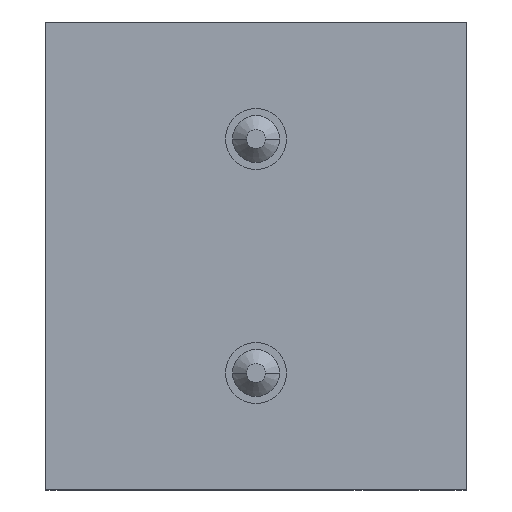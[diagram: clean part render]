
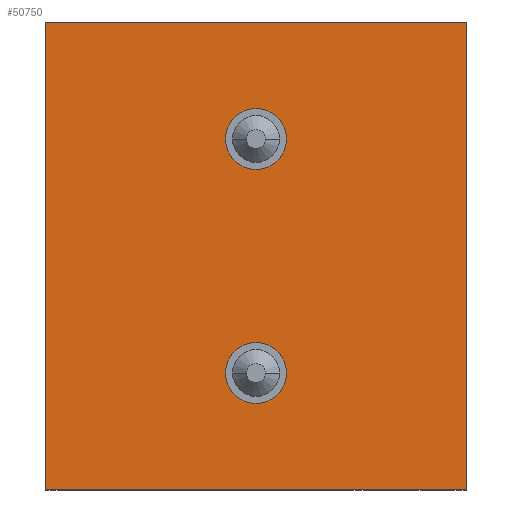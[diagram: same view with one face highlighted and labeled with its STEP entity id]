
A CAD part, front view. The second image highlights one B-rep face of the part: STEP entity #50750.
In plain terms, the highlighted face is planar.
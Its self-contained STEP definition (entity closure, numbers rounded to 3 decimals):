
#2040=CARTESIAN_POINT('',(55.199,29.053,
5.448));
#2050=VERTEX_POINT('',#2040);
#2080=CARTESIAN_POINT('',(49.463,29.053,
5.448));
#2090=DIRECTION('',(-1.,0.,0.));
#2100=VECTOR('',#2090,1.);
#2110=LINE('',#2080,#2100);
#2120=CARTESIAN_POINT('',(46.199,29.053,
5.448));
#2130=VERTEX_POINT('',#2120);
#2140=EDGE_CURVE('',#2050,#2130,#2110,.T.);
#5440=CARTESIAN_POINT('',(46.199,39.053,
5.448));
#5450=VERTEX_POINT('',#5440);
#5480=CARTESIAN_POINT('',(49.463,39.053,
5.448));
#5490=DIRECTION('',(-1.,0.,0.));
#5500=VECTOR('',#5490,1.);
#5510=LINE('',#5480,#5500);
#5520=CARTESIAN_POINT('',(55.199,39.053,
5.448));
#5530=VERTEX_POINT('',#5520);
#5540=EDGE_CURVE('',#5530,#5450,#5510,.T.);
#8600=CARTESIAN_POINT('',(50.049,36.553,
5.448));
#8610=VERTEX_POINT('',#8600);
#8660=CARTESIAN_POINT('',(50.699,36.553,
5.448));
#8670=DIRECTION('',(0.,0.,-1.));
#8680=DIRECTION('',(-1.,0.,0.));
#8690=AXIS2_PLACEMENT_3D('',#8660,#8670,#8680);
#8700=CIRCLE('',#8690,0.65);
#8710=CARTESIAN_POINT('',(51.349,36.553,
5.448));
#8720=VERTEX_POINT('',#8710);
#8730=EDGE_CURVE('',#8720,#8610,#8700,.T.);
#18010=CARTESIAN_POINT('',(55.199,38.403,
5.448));
#18020=DIRECTION('',(0.,1.,0.));
#18030=VECTOR('',#18020,1.);
#18040=LINE('',#18010,#18030);
#18050=EDGE_CURVE('',#2050,#5530,#18040,.T.);
#45430=CARTESIAN_POINT('',(46.199,38.403,
5.448));
#45440=DIRECTION('',(0.,1.,0.));
#45450=VECTOR('',#45440,1.);
#45460=LINE('',#45430,#45450);
#45470=EDGE_CURVE('',#2130,#5450,#45460,.T.);
#47580=CARTESIAN_POINT('',(51.349,31.553,
5.448));
#47590=VERTEX_POINT('',#47580);
#47670=CARTESIAN_POINT('',(50.049,31.553,
5.448));
#47680=VERTEX_POINT('',#47670);
#47710=CARTESIAN_POINT('',(50.699,31.553,
5.448));
#47720=DIRECTION('',(0.,0.,-1.));
#47730=DIRECTION('',(-1.,0.,0.));
#47740=AXIS2_PLACEMENT_3D('',#47710,#47720,#47730);
#47750=CIRCLE('',#47740,0.65);
#47760=EDGE_CURVE('',#47590,#47680,#47750,.T.);
#50540=CARTESIAN_POINT('',(50.493,29.678,
5.448));
#50550=DIRECTION('',(0.,0.,1.));
#50560=DIRECTION('',(-1.,0.,0.));
#50570=AXIS2_PLACEMENT_3D('',#50540,#50550,#50560);
#50580=PLANE('',#50570);
#50590=EDGE_CURVE('',#8610,#8720,#8700,.T.);
#50600=ORIENTED_EDGE('',*,*,#50590,.F.);
#50610=ORIENTED_EDGE('',*,*,#8730,.F.);
#50620=EDGE_LOOP('',(#50610,#50600));
#50630=FACE_BOUND('',#50620,.T.);
#50640=ORIENTED_EDGE('',*,*,#2140,.T.);
#50650=ORIENTED_EDGE('',*,*,#18050,.F.);
#50660=ORIENTED_EDGE('',*,*,#5540,.F.);
#50670=ORIENTED_EDGE('',*,*,#45470,.T.);
#50680=EDGE_LOOP('',(#50670,#50660,#50650,#50640));
#50690=FACE_OUTER_BOUND('',#50680,.T.);
#50700=EDGE_CURVE('',#47680,#47590,#47750,.T.);
#50710=ORIENTED_EDGE('',*,*,#50700,.F.);
#50720=ORIENTED_EDGE('',*,*,#47760,.F.);
#50730=EDGE_LOOP('',(#50720,#50710));
#50740=FACE_BOUND('',#50730,.T.);
#50750=ADVANCED_FACE('',(#50630,#50690,#50740),#50580,.F.);
